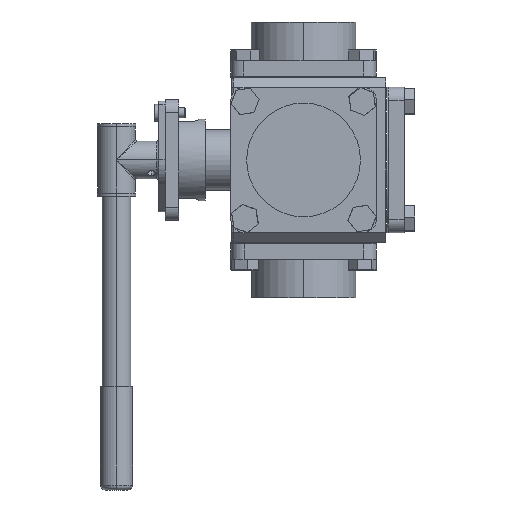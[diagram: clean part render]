
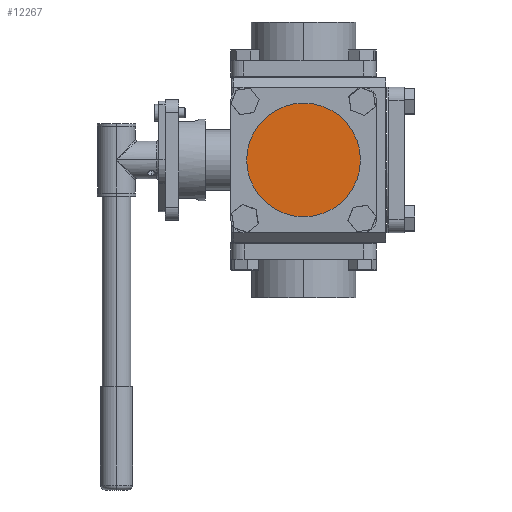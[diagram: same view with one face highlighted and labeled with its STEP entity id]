
A CAD part, left-side view. The second image highlights one B-rep face of the part: STEP entity #12267.
In plain terms, the highlighted planar face has unit normal (-1, 0, 0).
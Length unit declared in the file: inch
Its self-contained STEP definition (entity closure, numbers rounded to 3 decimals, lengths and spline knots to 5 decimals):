
#1631 = CARTESIAN_POINT ( 'NONE',  ( -3.76223, -0.47777, 1.77032 ) ) ;
#5263 = DIRECTION ( 'NONE',  ( 0., 0., -1. ) ) ;
#7412 = PLANE ( 'NONE',  #15454 ) ;
#8923 = ORIENTED_EDGE ( 'NONE', *, *, #24196, .T. ) ;
#9756 = CARTESIAN_POINT ( 'NONE',  ( -3.76223, -0.47777, -0.37968 ) ) ;
#10272 = VERTEX_POINT ( 'NONE', #14264 ) ;
#11678 = AXIS2_PLACEMENT_3D ( 'NONE', #26781, #25396, #16533 ) ;
#11679 = FACE_OUTER_BOUND ( 'NONE', #18379, .T. ) ;
#11684 = ORIENTED_EDGE ( 'NONE', *, *, #19729, .T. ) ;
#12267 = ADVANCED_FACE ( 'NONE', ( #11679 ), #7412, .T. ) ;
#14264 = CARTESIAN_POINT ( 'NONE',  ( -3.76223, -0.47777, -2.52968 ) ) ;
#14967 = CIRCLE ( 'NONE', #11678, 2.15 ) ;
#15454 = AXIS2_PLACEMENT_3D ( 'NONE', #9756, #18635, #25824 ) ;
#16533 = DIRECTION ( 'NONE',  ( 0., 0., -1. ) ) ;
#16794 = DIRECTION ( 'NONE',  ( -1., 0., 0. ) ) ;
#17448 = CIRCLE ( 'NONE', #21671, 2.15 ) ;
#18379 = EDGE_LOOP ( 'NONE', ( #11684, #8923 ) ) ;
#18635 = DIRECTION ( 'NONE',  ( -1., 0., 0. ) ) ;
#19413 = VERTEX_POINT ( 'NONE', #1631 ) ;
#19729 = EDGE_CURVE ( 'NONE', #10272, #19413, #14967, .T. ) ;
#21671 = AXIS2_PLACEMENT_3D ( 'NONE', #25488, #16794, #5263 ) ;
#24196 = EDGE_CURVE ( 'NONE', #19413, #10272, #17448, .T. ) ;
#25396 = DIRECTION ( 'NONE',  ( -1., 0., 0. ) ) ;
#25488 = CARTESIAN_POINT ( 'NONE',  ( -3.76223, -0.47777, -0.37968 ) ) ;
#25824 = DIRECTION ( 'NONE',  ( 0., 0., -1. ) ) ;
#26781 = CARTESIAN_POINT ( 'NONE',  ( -3.76223, -0.47777, -0.37968 ) ) ;
